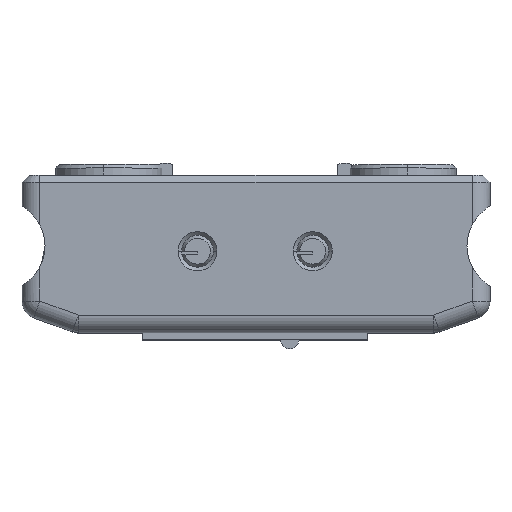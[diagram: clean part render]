
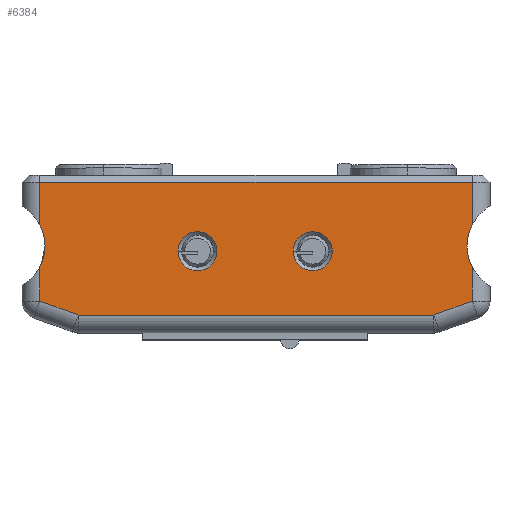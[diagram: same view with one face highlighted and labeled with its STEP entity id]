
A CAD part, top view. The second image highlights one B-rep face of the part: STEP entity #6384.
In plain terms, the highlighted planar face has unit normal (0, 0, 1).
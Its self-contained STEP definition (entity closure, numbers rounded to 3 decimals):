
#11 = CIRCLE ( 'NONE', #6165, 1.1 ) ;
#22 = CARTESIAN_POINT ( 'NONE',  ( -5.75, 1.792, 2.2 ) ) ;
#29 = CIRCLE ( 'NONE', #2203, 2.5 ) ;
#43 = CARTESIAN_POINT ( 'NONE',  ( -5.75, 6.087, 2.2 ) ) ;
#74 = ORIENTED_EDGE ( 'NONE', *, *, #2082, .T. ) ;
#113 = DIRECTION ( 'NONE',  ( 1., 0., 0. ) ) ;
#158 = DIRECTION ( 'NONE',  ( 0., 0., -1. ) ) ;
#164 = ORIENTED_EDGE ( 'NONE', *, *, #5599, .T. ) ;
#294 = DIRECTION ( 'NONE',  ( 0., 1., 0. ) ) ;
#307 = CARTESIAN_POINT ( 'NONE',  ( 9.65, 4.6, 2.2 ) ) ;
#329 = AXIS2_PLACEMENT_3D ( 'NONE', #1867, #3507, #852 ) ;
#340 = DIRECTION ( 'NONE',  ( 0., 0., -1. ) ) ;
#380 = LINE ( 'NONE', #1296, #5603 ) ;
#473 = VERTEX_POINT ( 'NONE', #3929 ) ;
#488 = VECTOR ( 'NONE', #4932, 1000. ) ;
#490 = CARTESIAN_POINT ( 'NONE',  ( 8.55, 4.6, 2.2 ) ) ;
#569 = CARTESIAN_POINT ( 'NONE',  ( -6.75, 1., 2.2 ) ) ;
#571 = VERTEX_POINT ( 'NONE', #937 ) ;
#625 = ORIENTED_EDGE ( 'NONE', *, *, #5393, .T. ) ;
#672 = FACE_BOUND ( 'NONE', #4498, .T. ) ;
#773 = DIRECTION ( 'NONE',  ( -1., 0., 0. ) ) ;
#852 = DIRECTION ( 'NONE',  ( -1., 0., 0. ) ) ;
#892 = VERTEX_POINT ( 'NONE', #490 ) ;
#933 = VECTOR ( 'NONE', #5596, 1000. ) ;
#937 = CARTESIAN_POINT ( 'NONE',  ( 4.25, 4.6, 2.2 ) ) ;
#958 = LINE ( 'NONE', #4789, #5853 ) ;
#1279 = FACE_BOUND ( 'NONE', #2565, .T. ) ;
#1290 = DIRECTION ( 'NONE',  ( 0., -1., 0. ) ) ;
#1293 = DIRECTION ( 'NONE',  ( 0., 0., 1. ) ) ;
#1296 = CARTESIAN_POINT ( 'NONE',  ( 18.65, 8.9, 2.2 ) ) ;
#1378 = ORIENTED_EDGE ( 'NONE', *, *, #4987, .F. ) ;
#1397 = DIRECTION ( 'NONE',  ( 1., 0., 0. ) ) ;
#1489 = CARTESIAN_POINT ( 'NONE',  ( 16.474, 1., 2.2 ) ) ;
#1492 = EDGE_CURVE ( 'NONE', #4667, #4891, #1788, .T. ) ;
#1524 = ORIENTED_EDGE ( 'NONE', *, *, #2832, .T. ) ;
#1761 = DIRECTION ( 'NONE',  ( 0., -1., 0. ) ) ;
#1788 = CIRCLE ( 'NONE', #5781, 2.5 ) ;
#1867 = CARTESIAN_POINT ( 'NONE',  ( 3.15, 4.6, 2.2 ) ) ;
#1892 = VERTEX_POINT ( 'NONE', #3808 ) ;
#1958 = CARTESIAN_POINT ( 'NONE',  ( -3.574, 1., 2.2 ) ) ;
#2040 = ORIENTED_EDGE ( 'NONE', *, *, #3187, .T. ) ;
#2047 = CARTESIAN_POINT ( 'NONE',  ( 18.65, 6.087, 2.2 ) ) ;
#2073 = EDGE_LOOP ( 'NONE', ( #164, #3155, #1524, #2928, #74, #625, #6971, #3223, #1378, #2040, #2946 ) ) ;
#2082 = EDGE_CURVE ( 'NONE', #4667, #3672, #380, .T. ) ;
#2109 = ORIENTED_EDGE ( 'NONE', *, *, #5685, .T. ) ;
#2203 = AXIS2_PLACEMENT_3D ( 'NONE', #4178, #1293, #1397 ) ;
#2234 = EDGE_CURVE ( 'NONE', #6822, #5761, #6804, .T. ) ;
#2268 = CARTESIAN_POINT ( 'NONE',  ( -5.75, 8.9, 2.2 ) ) ;
#2335 = DIRECTION ( 'NONE',  ( 0., 0., 1. ) ) ;
#2337 = VERTEX_POINT ( 'NONE', #2392 ) ;
#2339 = CARTESIAN_POINT ( 'NONE',  ( 20.85, 4.9, 2.2 ) ) ;
#2348 = DIRECTION ( 'NONE',  ( -1., 0., 0. ) ) ;
#2386 = EDGE_CURVE ( 'NONE', #473, #892, #3552, .T. ) ;
#2392 = CARTESIAN_POINT ( 'NONE',  ( -5.75, 8.5, 2.2 ) ) ;
#2399 = CARTESIAN_POINT ( 'NONE',  ( 18.65, 3.713, 2.2 ) ) ;
#2418 = EDGE_CURVE ( 'NONE', #5356, #571, #11, .T. ) ;
#2426 = DIRECTION ( 'NONE',  ( -1., 0., 0. ) ) ;
#2441 = VERTEX_POINT ( 'NONE', #1958 ) ;
#2528 = DIRECTION ( 'NONE',  ( 0., 0., -1. ) ) ;
#2530 = AXIS2_PLACEMENT_3D ( 'NONE', #3437, #2335, #113 ) ;
#2565 = EDGE_LOOP ( 'NONE', ( #2860, #2771 ) ) ;
#2771 = ORIENTED_EDGE ( 'NONE', *, *, #2418, .T. ) ;
#2832 = EDGE_CURVE ( 'NONE', #5761, #4891, #5201, .T. ) ;
#2843 = LINE ( 'NONE', #2268, #3963 ) ;
#2860 = ORIENTED_EDGE ( 'NONE', *, *, #4863, .T. ) ;
#2861 = PLANE ( 'NONE',  #6363 ) ;
#2894 = CIRCLE ( 'NONE', #4257, 1.1 ) ;
#2928 = ORIENTED_EDGE ( 'NONE', *, *, #1492, .F. ) ;
#2946 = ORIENTED_EDGE ( 'NONE', *, *, #5993, .T. ) ;
#3038 = CARTESIAN_POINT ( 'NONE',  ( 2.05, 4.6, 2.2 ) ) ;
#3058 = VECTOR ( 'NONE', #1290, 1000. ) ;
#3089 = VERTEX_POINT ( 'NONE', #43 ) ;
#3136 = CARTESIAN_POINT ( 'NONE',  ( 18.65, 1.792, 2.2 ) ) ;
#3155 = ORIENTED_EDGE ( 'NONE', *, *, #2234, .T. ) ;
#3187 = EDGE_CURVE ( 'NONE', #1892, #6965, #2843, .T. ) ;
#3223 = ORIENTED_EDGE ( 'NONE', *, *, #3624, .F. ) ;
#3417 = LINE ( 'NONE', #3891, #933 ) ;
#3437 = CARTESIAN_POINT ( 'NONE',  ( -7.95, 4.9, 2.2 ) ) ;
#3467 = LINE ( 'NONE', #6715, #3058 ) ;
#3486 = CARTESIAN_POINT ( 'NONE',  ( 18.507, 1.74, 2.2 ) ) ;
#3490 = CARTESIAN_POINT ( 'NONE',  ( 3.15, 4.6, 2.2 ) ) ;
#3507 = DIRECTION ( 'NONE',  ( 0., 0., -1. ) ) ;
#3552 = CIRCLE ( 'NONE', #4467, 1.1 ) ;
#3624 = EDGE_CURVE ( 'NONE', #6314, #3089, #5613, .T. ) ;
#3672 = VERTEX_POINT ( 'NONE', #5194 ) ;
#3808 = CARTESIAN_POINT ( 'NONE',  ( -5.75, 3.713, 2.2 ) ) ;
#3891 = CARTESIAN_POINT ( 'NONE',  ( -5.607, 1.74, 2.2 ) ) ;
#3900 = VECTOR ( 'NONE', #4134, 1000. ) ;
#3929 = CARTESIAN_POINT ( 'NONE',  ( 10.75, 4.6, 2.2 ) ) ;
#3937 = ORIENTED_EDGE ( 'NONE', *, *, #2386, .T. ) ;
#3963 = VECTOR ( 'NONE', #1761, 1000. ) ;
#3967 = CARTESIAN_POINT ( 'NONE',  ( -6.75, 8.9, 2.2 ) ) ;
#4030 = EDGE_CURVE ( 'NONE', #2337, #3089, #3467, .T. ) ;
#4134 = DIRECTION ( 'NONE',  ( 0.94, 0.342, 0. ) ) ;
#4178 = CARTESIAN_POINT ( 'NONE',  ( -7.95, 4.9, 2.2 ) ) ;
#4209 = CIRCLE ( 'NONE', #329, 1.1 ) ;
#4257 = AXIS2_PLACEMENT_3D ( 'NONE', #307, #2528, #2426 ) ;
#4467 = AXIS2_PLACEMENT_3D ( 'NONE', #5747, #5183, #6740 ) ;
#4498 = EDGE_LOOP ( 'NONE', ( #3937, #2109 ) ) ;
#4667 = VERTEX_POINT ( 'NONE', #2047 ) ;
#4713 = DIRECTION ( 'NONE',  ( 0., 1., 0. ) ) ;
#4789 = CARTESIAN_POINT ( 'NONE',  ( -5.75, 8.5, 2.2 ) ) ;
#4863 = EDGE_CURVE ( 'NONE', #571, #5356, #4209, .T. ) ;
#4891 = VERTEX_POINT ( 'NONE', #2399 ) ;
#4932 = DIRECTION ( 'NONE',  ( 1., 0., 0. ) ) ;
#4987 = EDGE_CURVE ( 'NONE', #1892, #6314, #29, .T. ) ;
#5059 = DIRECTION ( 'NONE',  ( 1., 0., 0. ) ) ;
#5183 = DIRECTION ( 'NONE',  ( 0., 0., -1. ) ) ;
#5194 = CARTESIAN_POINT ( 'NONE',  ( 18.65, 8.5, 2.2 ) ) ;
#5201 = LINE ( 'NONE', #6731, #6905 ) ;
#5356 = VERTEX_POINT ( 'NONE', #3038 ) ;
#5393 = EDGE_CURVE ( 'NONE', #3672, #2337, #958, .T. ) ;
#5469 = LINE ( 'NONE', #569, #488 ) ;
#5558 = DIRECTION ( 'NONE',  ( 0., 0., 1. ) ) ;
#5596 = DIRECTION ( 'NONE',  ( 0.94, -0.342, 0. ) ) ;
#5599 = EDGE_CURVE ( 'NONE', #2441, #6822, #5469, .T. ) ;
#5603 = VECTOR ( 'NONE', #4713, 1000. ) ;
#5613 = CIRCLE ( 'NONE', #2530, 2.5 ) ;
#5685 = EDGE_CURVE ( 'NONE', #892, #473, #2894, .T. ) ;
#5747 = CARTESIAN_POINT ( 'NONE',  ( 9.65, 4.6, 2.2 ) ) ;
#5761 = VERTEX_POINT ( 'NONE', #3136 ) ;
#5781 = AXIS2_PLACEMENT_3D ( 'NONE', #2339, #5558, #5059 ) ;
#5853 = VECTOR ( 'NONE', #6993, 1000. ) ;
#5993 = EDGE_CURVE ( 'NONE', #6965, #2441, #3417, .T. ) ;
#6165 = AXIS2_PLACEMENT_3D ( 'NONE', #3490, #340, #773 ) ;
#6314 = VERTEX_POINT ( 'NONE', #6422 ) ;
#6363 = AXIS2_PLACEMENT_3D ( 'NONE', #3967, #158, #2348 ) ;
#6384 = ADVANCED_FACE ( 'NONE', ( #1279, #672, #6637 ), #2861, .F. ) ;
#6422 = CARTESIAN_POINT ( 'NONE',  ( -5.45, 4.9, 2.2 ) ) ;
#6637 = FACE_OUTER_BOUND ( 'NONE', #2073, .T. ) ;
#6715 = CARTESIAN_POINT ( 'NONE',  ( -5.75, 8.9, 2.2 ) ) ;
#6731 = CARTESIAN_POINT ( 'NONE',  ( 18.65, 8.9, 2.2 ) ) ;
#6740 = DIRECTION ( 'NONE',  ( -1., 0., 0. ) ) ;
#6804 = LINE ( 'NONE', #3486, #3900 ) ;
#6822 = VERTEX_POINT ( 'NONE', #1489 ) ;
#6905 = VECTOR ( 'NONE', #294, 1000. ) ;
#6965 = VERTEX_POINT ( 'NONE', #22 ) ;
#6971 = ORIENTED_EDGE ( 'NONE', *, *, #4030, .T. ) ;
#6993 = DIRECTION ( 'NONE',  ( -1., 0., 0. ) ) ;
